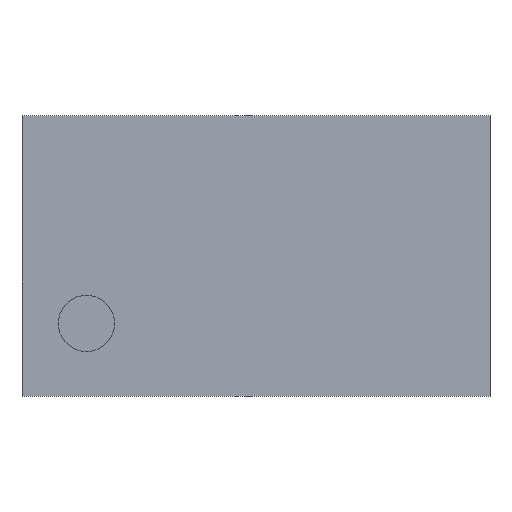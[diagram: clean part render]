
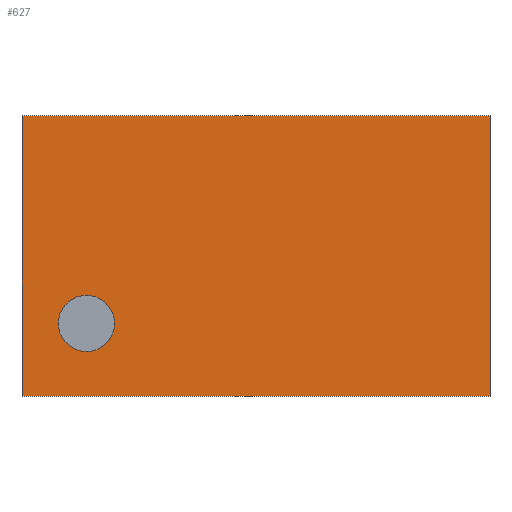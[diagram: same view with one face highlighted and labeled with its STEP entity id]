
A CAD part, top view. The second image highlights one B-rep face of the part: STEP entity #627.
In plain terms, the highlighted planar face has unit normal (0, 0, 1).
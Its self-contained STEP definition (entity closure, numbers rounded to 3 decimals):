
#627 = ADVANCED_FACE ( 'NONE', ( #2006 ), #2005, .F. ) ;
#628 = EDGE_LOOP ( 'NONE', ( #629, #633, #636, #639 ) ) ;
#629 = ORIENTED_EDGE ( 'NONE', *, *, #630, .T. ) ;
#630 = EDGE_CURVE ( 'NONE', #631, #632, #2000, .T. ) ;
#631 = VERTEX_POINT ( 'NONE', #1996 ) ;
#632 = VERTEX_POINT ( 'NONE', #1995 ) ;
#633 = ORIENTED_EDGE ( 'NONE', *, *, #634, .T. ) ;
#634 = EDGE_CURVE ( 'NONE', #632, #635, #1994, .T. ) ;
#635 = VERTEX_POINT ( 'NONE', #1990 ) ;
#636 = ORIENTED_EDGE ( 'NONE', *, *, #637, .T. ) ;
#637 = EDGE_CURVE ( 'NONE', #635, #638, #1989, .T. ) ;
#638 = VERTEX_POINT ( 'NONE', #1985 ) ;
#639 = ORIENTED_EDGE ( 'NONE', *, *, #640, .T. ) ;
#640 = EDGE_CURVE ( 'NONE', #638, #631, #1984, .T. ) ;
#1981 = DIRECTION ( 'NONE',  ( 0., -1., 0. ) ) ;
#1982 = VECTOR ( 'NONE', #1981, 1000. ) ;
#1983 = CARTESIAN_POINT ( 'NONE',  ( -2.5, 1.5, 0.9 ) ) ;
#1984 = LINE ( 'NONE', #1983, #1982 ) ;
#1985 = CARTESIAN_POINT ( 'NONE',  ( -2.5, 1.5, 0.9 ) ) ;
#1986 = DIRECTION ( 'NONE',  ( -1., 0., 0. ) ) ;
#1987 = VECTOR ( 'NONE', #1986, 1000. ) ;
#1988 = CARTESIAN_POINT ( 'NONE',  ( 2.5, 1.5, 0.9 ) ) ;
#1989 = LINE ( 'NONE', #1988, #1987 ) ;
#1990 = CARTESIAN_POINT ( 'NONE',  ( 2.5, 1.5, 0.9 ) ) ;
#1991 = DIRECTION ( 'NONE',  ( 0., 1., 0. ) ) ;
#1992 = VECTOR ( 'NONE', #1991, 1000. ) ;
#1993 = CARTESIAN_POINT ( 'NONE',  ( 2.5, -1.5, 0.9 ) ) ;
#1994 = LINE ( 'NONE', #1993, #1992 ) ;
#1995 = CARTESIAN_POINT ( 'NONE',  ( 2.5, -1.5, 0.9 ) ) ;
#1996 = CARTESIAN_POINT ( 'NONE',  ( -2.5, -1.5, 0.9 ) ) ;
#1997 = DIRECTION ( 'NONE',  ( 1., 0., 0. ) ) ;
#1998 = VECTOR ( 'NONE', #1997, 1000. ) ;
#1999 = CARTESIAN_POINT ( 'NONE',  ( -2.5, -1.5, 0.9 ) ) ;
#2000 = LINE ( 'NONE', #1999, #1998 ) ;
#2001 = DIRECTION ( 'NONE',  ( -1., 0., 0. ) ) ;
#2002 = DIRECTION ( 'NONE',  ( 0., 0., -1. ) ) ;
#2003 = CARTESIAN_POINT ( 'NONE',  ( -2.5, 1.5, 0.9 ) ) ;
#2004 = AXIS2_PLACEMENT_3D ( 'NONE', #2003, #2002, #2001 ) ;
#2005 = PLANE ( 'NONE',  #2004 ) ;
#2006 = FACE_OUTER_BOUND ( 'NONE', #628, .T. ) ;
